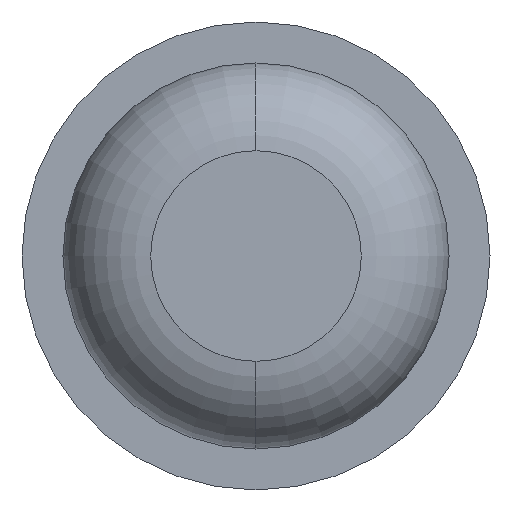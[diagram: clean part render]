
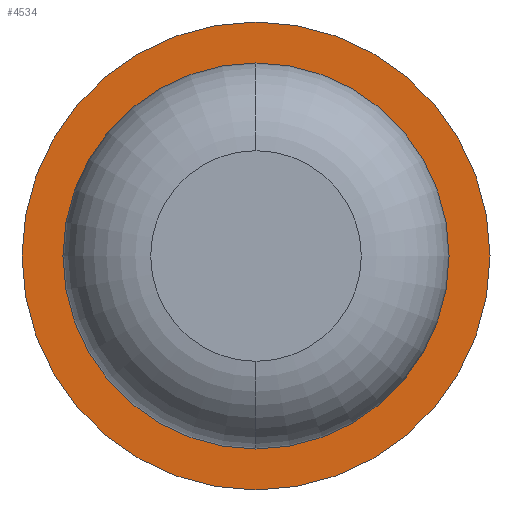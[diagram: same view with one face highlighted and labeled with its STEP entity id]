
A CAD part, front view. The second image highlights one B-rep face of the part: STEP entity #4534.
In plain terms, the highlighted planar face has unit normal (0, -1, 0).
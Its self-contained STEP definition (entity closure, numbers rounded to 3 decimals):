
#60 = CIRCLE ( 'NONE', #4550, 1. ) ;
#115 = EDGE_CURVE ( 'Defeature ausgef�hrt1_4+Defeature ausgef�hrt1_0+Defeature ausgef�hrt1_0+Defeature ausgef�hrt1_0', #2284, #3151, #1111, .T. ) ;
#136 = CARTESIAN_POINT ( 'NONE',  ( 0.825, -9., 0. ) ) ;
#304 = CARTESIAN_POINT ( 'NONE',  ( 0., -9., 0. ) ) ;
#357 = ORIENTED_EDGE ( 'NONE', *, *, #1779, .T. ) ;
#469 = CARTESIAN_POINT ( 'NONE',  ( 1., -9., 0. ) ) ;
#511 = DIRECTION ( 'NONE',  ( 0., 1., 0. ) ) ;
#533 = CIRCLE ( 'NONE', #1026, 0.825 ) ;
#601 = ORIENTED_EDGE ( 'NONE', *, *, #115, .T. ) ;
#631 = DIRECTION ( 'NONE',  ( 0., 1., 0. ) ) ;
#731 = DIRECTION ( 'NONE',  ( 0., 1., 0. ) ) ;
#823 = CARTESIAN_POINT ( 'NONE',  ( 0., -9., -0.825 ) ) ;
#1026 = AXIS2_PLACEMENT_3D ( 'NONE', #304, #3903, #4347 ) ;
#1111 = CIRCLE ( 'NONE', #2479, 0.825 ) ;
#1120 = CARTESIAN_POINT ( 'NONE',  ( 0., -9., 0. ) ) ;
#1388 = EDGE_LOOP ( 'NONE', ( #601, #357 ) ) ;
#1720 = DIRECTION ( 'NONE',  ( -1., 0., 0. ) ) ;
#1779 = EDGE_CURVE ( 'Defeature ausgef�hrt1_4+Defeature ausgef�hrt1_0+Defeature ausgef�hrt1_0+Defeature ausgef�hrt1_0', #3151, #2284, #533, .T. ) ;
#1800 = AXIS2_PLACEMENT_3D ( 'NONE', #136, #511, #3008 ) ;
#1812 = FACE_BOUND ( 'NONE', #1388, .T. ) ;
#2216 = CARTESIAN_POINT ( 'NONE',  ( 0., -9., 0. ) ) ;
#2284 = VERTEX_POINT ( 'NONE', #4089 ) ;
#2314 = PLANE ( 'NONE',  #1800 ) ;
#2405 = ORIENTED_EDGE ( 'NONE', *, *, #4435, .F. ) ;
#2479 = AXIS2_PLACEMENT_3D ( 'NONE', #2759, #631, #1720 ) ;
#2582 = DIRECTION ( 'NONE',  ( -1., 0., 0. ) ) ;
#2758 = FACE_OUTER_BOUND ( 'NONE', #2815, .T. ) ;
#2759 = CARTESIAN_POINT ( 'NONE',  ( 0., -9., 0. ) ) ;
#2815 = EDGE_LOOP ( 'NONE', ( #2405, #2898 ) ) ;
#2890 = DIRECTION ( 'NONE',  ( -1., 0., 0. ) ) ;
#2898 = ORIENTED_EDGE ( 'NONE', *, *, #3591, .F. ) ;
#3008 = DIRECTION ( 'NONE',  ( -1., 0., 0. ) ) ;
#3138 = VERTEX_POINT ( 'NONE', #469 ) ;
#3149 = CARTESIAN_POINT ( 'NONE',  ( -1., -9., 0. ) ) ;
#3151 = VERTEX_POINT ( 'NONE', #823 ) ;
#3328 = CIRCLE ( 'NONE', #4114, 1. ) ;
#3591 = EDGE_CURVE ( 'Defeature ausgef�hrt1_5+Defeature ausgef�hrt1_4+Defeature ausgef�hrt1_4+Defeature ausgef�hrt1_4', #3138, #4420, #3328, .T. ) ;
#3903 = DIRECTION ( 'NONE',  ( 0., 1., 0. ) ) ;
#4046 = DIRECTION ( 'NONE',  ( 0., 1., 0. ) ) ;
#4089 = CARTESIAN_POINT ( 'NONE',  ( 0., -9., 0.825 ) ) ;
#4114 = AXIS2_PLACEMENT_3D ( 'NONE', #2216, #4046, #2582 ) ;
#4347 = DIRECTION ( 'NONE',  ( -1., 0., 0. ) ) ;
#4420 = VERTEX_POINT ( 'NONE', #3149 ) ;
#4435 = EDGE_CURVE ( 'Defeature ausgef�hrt1_5+Defeature ausgef�hrt1_4+Defeature ausgef�hrt1_4+Defeature ausgef�hrt1_4', #4420, #3138, #60, .T. ) ;
#4534 = ADVANCED_FACE ( 'Defeature ausgef�hrt1_4', ( #2758, #1812 ), #2314, .F. ) ;
#4550 = AXIS2_PLACEMENT_3D ( 'NONE', #1120, #731, #2890 ) ;
